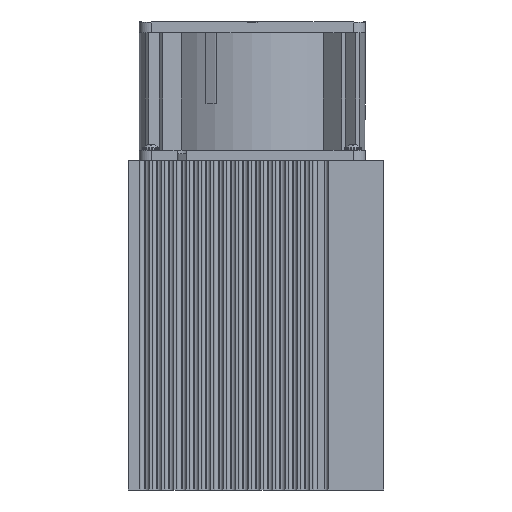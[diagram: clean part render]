
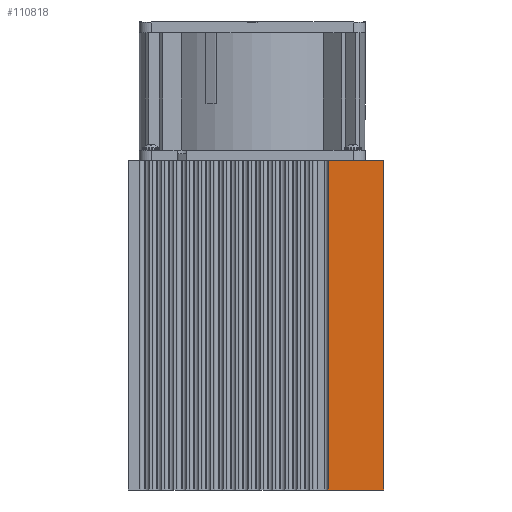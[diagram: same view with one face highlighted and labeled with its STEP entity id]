
A CAD part, left-side view. The second image highlights one B-rep face of the part: STEP entity #110818.
In plain terms, the highlighted planar face has unit normal (-1, 0, 0).
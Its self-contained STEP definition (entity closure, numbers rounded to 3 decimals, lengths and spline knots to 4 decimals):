
#2707 = VERTEX_POINT ( 'NONE', #171075 ) ;
#12845 = VECTOR ( 'NONE', #55088, 39.3701 ) ;
#17710 = ORIENTED_EDGE ( 'NONE', *, *, #102573, .F. ) ;
#23188 = LINE ( 'NONE', #92567, #137268 ) ;
#25222 = DIRECTION ( 'NONE',  ( 0., 0., 1. ) ) ;
#32116 = EDGE_CURVE ( 'NONE', #144883, #2707, #23188, .T. ) ;
#39304 = VERTEX_POINT ( 'NONE', #81372 ) ;
#41496 = CARTESIAN_POINT ( 'NONE',  ( -2.9528, 2.7559, 1.7717 ) ) ;
#43694 = LINE ( 'NONE', #141973, #170548 ) ;
#55088 = DIRECTION ( 'NONE',  ( 0., -1., 0. ) ) ;
#57708 = PLANE ( 'NONE',  #158020 ) ;
#60027 = DIRECTION ( 'NONE',  ( 0., 0., -1. ) ) ;
#60835 = EDGE_CURVE ( 'NONE', #39304, #144883, #168791, .T. ) ;
#62323 = EDGE_CURVE ( 'NONE', #39304, #165774, #43694, .T. ) ;
#71855 = DIRECTION ( 'NONE',  ( 1., 0., 0. ) ) ;
#81372 = CARTESIAN_POINT ( 'NONE',  ( -2.9528, 0.599, -1.7717 ) ) ;
#86683 = ORIENTED_EDGE ( 'NONE', *, *, #32116, .T. ) ;
#92567 = CARTESIAN_POINT ( 'NONE',  ( -2.9528, 0., 1.7717 ) ) ;
#96840 = CARTESIAN_POINT ( 'NONE',  ( -2.9528, 0., -1.7717 ) ) ;
#100403 = CARTESIAN_POINT ( 'NONE',  ( -2.9528, 0.599, 1.7717 ) ) ;
#102206 = DIRECTION ( 'NONE',  ( 0., -1., 0. ) ) ;
#102573 = EDGE_CURVE ( 'NONE', #165774, #2707, #112140, .T. ) ;
#110102 = EDGE_LOOP ( 'NONE', ( #17710, #169312, #138729, #86683 ) ) ;
#110818 = ADVANCED_FACE ( 'NONE', ( #167915 ), #57708, .F. ) ;
#112140 = LINE ( 'NONE', #41496, #12845 ) ;
#115791 = CARTESIAN_POINT ( 'NONE',  ( -2.9528, 2.7559, -1.7717 ) ) ;
#126693 = CARTESIAN_POINT ( 'NONE',  ( -2.9528, 2.7559, 1.7717 ) ) ;
#132813 = VECTOR ( 'NONE', #102206, 39.3701 ) ;
#137268 = VECTOR ( 'NONE', #25222, 39.3701 ) ;
#138729 = ORIENTED_EDGE ( 'NONE', *, *, #60835, .T. ) ;
#141973 = CARTESIAN_POINT ( 'NONE',  ( -2.9528, 0.599, -1.7717 ) ) ;
#144883 = VERTEX_POINT ( 'NONE', #96840 ) ;
#155043 = DIRECTION ( 'NONE',  ( 0., 0., 1. ) ) ;
#158020 = AXIS2_PLACEMENT_3D ( 'NONE', #126693, #71855, #60027 ) ;
#165774 = VERTEX_POINT ( 'NONE', #100403 ) ;
#167915 = FACE_OUTER_BOUND ( 'NONE', #110102, .T. ) ;
#168791 = LINE ( 'NONE', #115791, #132813 ) ;
#169312 = ORIENTED_EDGE ( 'NONE', *, *, #62323, .F. ) ;
#170548 = VECTOR ( 'NONE', #155043, 39.3701 ) ;
#171075 = CARTESIAN_POINT ( 'NONE',  ( -2.9528, 0., 1.7717 ) ) ;
